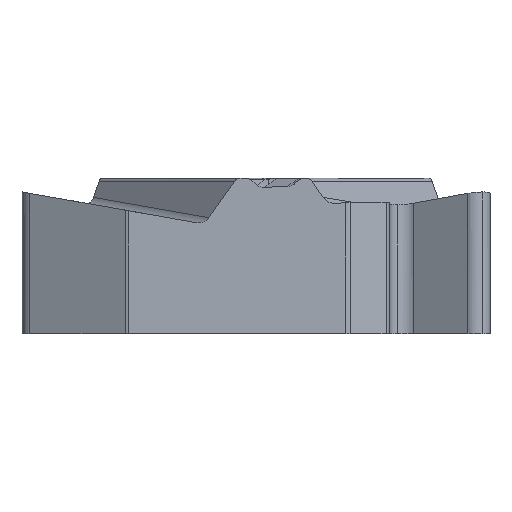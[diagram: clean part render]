
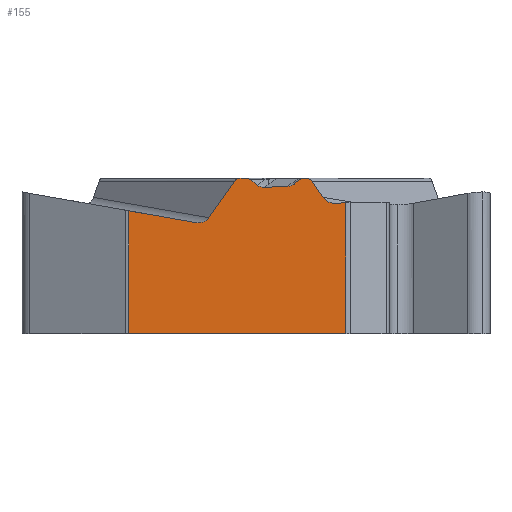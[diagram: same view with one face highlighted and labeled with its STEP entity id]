
A CAD part, left-side view. The second image highlights one B-rep face of the part: STEP entity #155.
In plain terms, the highlighted planar face has unit normal (-1, 0, 0).
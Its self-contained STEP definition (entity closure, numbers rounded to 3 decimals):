
#116=PLANE('',#1857);
#155=ADVANCED_FACE('',(#288),#116,.F.);
#288=FACE_OUTER_BOUND('',#378,.T.);
#378=EDGE_LOOP('',(#541,#542,#543,#544,#545,#546,#547,#548,#549,#550,#551,
#552,#553,#554,#555,#556,#557,#558,#559,#560));
#479=ELLIPSE('',#1843,0.374,0.32);
#486=ELLIPSE('',#1852,0.17,0.15);
#487=ELLIPSE('',#1853,0.15,0.15);
#488=ELLIPSE('',#1854,0.167,0.15);
#489=ELLIPSE('',#1855,0.177,0.15);
#490=ELLIPSE('',#1856,0.368,0.32);
#541=ORIENTED_EDGE('',*,*,#1231,.F.);
#542=ORIENTED_EDGE('',*,*,#1232,.T.);
#543=ORIENTED_EDGE('',*,*,#1233,.F.);
#544=ORIENTED_EDGE('',*,*,#1210,.T.);
#545=ORIENTED_EDGE('',*,*,#1234,.F.);
#546=ORIENTED_EDGE('',*,*,#1235,.F.);
#547=ORIENTED_EDGE('',*,*,#1236,.F.);
#548=ORIENTED_EDGE('',*,*,#1237,.F.);
#549=ORIENTED_EDGE('',*,*,#1238,.F.);
#550=ORIENTED_EDGE('',*,*,#1239,.F.);
#551=ORIENTED_EDGE('',*,*,#1240,.F.);
#552=ORIENTED_EDGE('',*,*,#1241,.F.);
#553=ORIENTED_EDGE('',*,*,#1242,.F.);
#554=ORIENTED_EDGE('',*,*,#1243,.F.);
#555=ORIENTED_EDGE('',*,*,#1244,.F.);
#556=ORIENTED_EDGE('',*,*,#1245,.F.);
#557=ORIENTED_EDGE('',*,*,#1246,.F.);
#558=ORIENTED_EDGE('',*,*,#1247,.F.);
#559=ORIENTED_EDGE('',*,*,#1248,.F.);
#560=ORIENTED_EDGE('',*,*,#1249,.T.);
#1038=VERTEX_POINT('',#2932);
#1040=VERTEX_POINT('',#2936);
#1061=VERTEX_POINT('',#3005);
#1062=VERTEX_POINT('',#3006);
#1063=VERTEX_POINT('',#3008);
#1064=VERTEX_POINT('',#3011);
#1065=VERTEX_POINT('',#3013);
#1066=VERTEX_POINT('',#3015);
#1067=VERTEX_POINT('',#3017);
#1068=VERTEX_POINT('',#3019);
#1069=VERTEX_POINT('',#3033);
#1070=VERTEX_POINT('',#3035);
#1071=VERTEX_POINT('',#3049);
#1072=VERTEX_POINT('',#3051);
#1073=VERTEX_POINT('',#3053);
#1074=VERTEX_POINT('',#3055);
#1075=VERTEX_POINT('',#3057);
#1076=VERTEX_POINT('',#3059);
#1077=VERTEX_POINT('',#3061);
#1078=VERTEX_POINT('',#3063);
#1210=EDGE_CURVE('',#1038,#1040,#479,.T.);
#1231=EDGE_CURVE('',#1061,#1062,#1481,.T.);
#1232=EDGE_CURVE('',#1061,#1063,#1482,.T.);
#1233=EDGE_CURVE('',#1038,#1063,#1483,.T.);
#1234=EDGE_CURVE('',#1064,#1040,#1484,.T.);
#1235=EDGE_CURVE('',#1065,#1064,#486,.T.);
#1236=EDGE_CURVE('',#1066,#1065,#1485,.T.);
#1237=EDGE_CURVE('',#1067,#1066,#487,.T.);
#1238=EDGE_CURVE('',#1068,#1067,#1486,.T.);
#1239=EDGE_CURVE('',#1069,#1068,#1792,.T.);
#1240=EDGE_CURVE('',#1070,#1069,#1487,.T.);
#1241=EDGE_CURVE('',#1071,#1070,#1793,.T.);
#1242=EDGE_CURVE('',#1072,#1071,#1488,.T.);
#1243=EDGE_CURVE('',#1073,#1072,#488,.T.);
#1244=EDGE_CURVE('',#1074,#1073,#1489,.T.);
#1245=EDGE_CURVE('',#1075,#1074,#489,.T.);
#1246=EDGE_CURVE('',#1076,#1075,#1490,.T.);
#1247=EDGE_CURVE('',#1077,#1076,#490,.T.);
#1248=EDGE_CURVE('',#1078,#1077,#1491,.T.);
#1249=EDGE_CURVE('',#1078,#1062,#1492,.T.);
#1481=LINE('',#3004,#1634);
#1482=LINE('',#3007,#1635);
#1483=LINE('',#3009,#1636);
#1484=LINE('',#3010,#1637);
#1485=LINE('',#3014,#1638);
#1486=LINE('',#3018,#1639);
#1487=LINE('',#3034,#1640);
#1488=LINE('',#3050,#1641);
#1489=LINE('',#3054,#1642);
#1490=LINE('',#3058,#1643);
#1491=LINE('',#3062,#1644);
#1492=LINE('',#3064,#1645);
#1634=VECTOR('',#2046,1.);
#1635=VECTOR('',#2047,1.);
#1636=VECTOR('',#2048,1.);
#1637=VECTOR('',#2049,1.);
#1638=VECTOR('',#2052,1.);
#1639=VECTOR('',#2055,1.);
#1640=VECTOR('',#2056,1.);
#1641=VECTOR('',#2057,1.);
#1642=VECTOR('',#2060,1.);
#1643=VECTOR('',#2063,1.);
#1644=VECTOR('',#2066,1.);
#1645=VECTOR('',#2067,1.);
#1792=B_SPLINE_CURVE_WITH_KNOTS('',3,(#3020,#3021,#3022,#3023,#3024,#3025,
#3026,#3027,#3028,#3029,#3030,#3031,#3032),.UNSPECIFIED.,.F.,.F.,(4,3,3,
3,4),(0.,0.249,0.498,0.746,1.),
 .UNSPECIFIED.);
#1793=B_SPLINE_CURVE_WITH_KNOTS('',3,(#3036,#3037,#3038,#3039,#3040,#3041,
#3042,#3043,#3044,#3045,#3046,#3047,#3048),.UNSPECIFIED.,.F.,.F.,(4,3,3,
3,4),(0.,0.234,0.468,0.701,1.),
 .UNSPECIFIED.);
#1843=AXIS2_PLACEMENT_3D('',#2937,#2016,#2017);
#1852=AXIS2_PLACEMENT_3D('',#3012,#2050,#2051);
#1853=AXIS2_PLACEMENT_3D('',#3016,#2053,#2054);
#1854=AXIS2_PLACEMENT_3D('',#3052,#2058,#2059);
#1855=AXIS2_PLACEMENT_3D('',#3056,#2061,#2062);
#1856=AXIS2_PLACEMENT_3D('',#3060,#2064,#2065);
#1857=AXIS2_PLACEMENT_3D('',#3065,#2068,#2069);
#2016=DIRECTION('',(1.,0.,0.));
#2017=DIRECTION('',(0.,0.986,0.165));
#2046=DIRECTION('',(0.,1.,0.));
#2047=DIRECTION('',(0.,0.,1.));
#2048=DIRECTION('',(0.,-0.996,0.088));
#2049=DIRECTION('',(0.,-0.558,-0.83));
#2050=DIRECTION('',(1.,0.,0.));
#2051=DIRECTION('',(0.,1.,0.));
#2052=DIRECTION('',(0.,-1.,0.));
#2053=DIRECTION('',(1.,0.,0.));
#2054=DIRECTION('',(0.,-1.,0.));
#2055=DIRECTION('',(0.,-0.759,0.651));
#2056=DIRECTION('',(0.,-0.999,0.043));
#2057=DIRECTION('',(0.,-0.792,-0.611));
#2058=DIRECTION('',(1.,0.,0.));
#2059=DIRECTION('',(0.,1.,0.));
#2060=DIRECTION('',(0.,-1.,0.));
#2061=DIRECTION('',(1.,0.,0.));
#2062=DIRECTION('',(0.,1.,0.));
#2063=DIRECTION('',(0.,-0.574,0.819));
#2064=DIRECTION('',(-1.,0.,0.));
#2065=DIRECTION('',(0.,0.985,0.174));
#2066=DIRECTION('',(0.,-0.985,-0.174));
#2067=DIRECTION('',(0.,0.,-1.));
#2068=DIRECTION('',(1.,0.,0.));
#2069=DIRECTION('',(0.,0.,-1.));
#2932=CARTESIAN_POINT('',(-4.763,-1.917,-0.32));
#2936=CARTESIAN_POINT('',(-4.763,-1.54,-0.151));
#2937=CARTESIAN_POINT('',(-4.763,-1.86,0.));
#3004=CARTESIAN_POINT('',(-4.763,-3.173,-3.97));
#3005=CARTESIAN_POINT('',(-4.763,-2.174,-3.97));
#3006=CARTESIAN_POINT('',(-4.763,3.91,-3.97));
#3007=CARTESIAN_POINT('',(-4.763,-2.174,3.38));
#3008=CARTESIAN_POINT('',(-4.763,-2.174,-0.298));
#3009=CARTESIAN_POINT('',(-4.763,3.106,-0.763));
#3010=CARTESIAN_POINT('',(-4.763,-0.002,2.135));
#3011=CARTESIAN_POINT('',(-4.763,-1.232,0.307));
#3012=CARTESIAN_POINT('',(-4.763,-1.086,0.23));
#3013=CARTESIAN_POINT('',(-4.763,-1.086,0.38));
#3014=CARTESIAN_POINT('',(-4.763,3.173,0.38));
#3015=CARTESIAN_POINT('',(-4.763,-0.971,0.38));
#3016=CARTESIAN_POINT('',(-4.763,-0.971,0.23));
#3017=CARTESIAN_POINT('',(-4.763,-0.873,0.344));
#3018=CARTESIAN_POINT('',(-4.763,1.63,-1.801));
#3019=CARTESIAN_POINT('',(-4.763,-0.748,0.237));
#3020=CARTESIAN_POINT('',(-4.763,-0.55,0.158));
#3021=CARTESIAN_POINT('',(-4.763,-0.568,0.159));
#3022=CARTESIAN_POINT('',(-4.763,-0.586,0.162));
#3023=CARTESIAN_POINT('',(-4.763,-0.603,0.165));
#3024=CARTESIAN_POINT('',(-4.763,-0.621,0.169));
#3025=CARTESIAN_POINT('',(-4.763,-0.638,0.174));
#3026=CARTESIAN_POINT('',(-4.763,-0.655,0.181));
#3027=CARTESIAN_POINT('',(-4.763,-0.672,0.188));
#3028=CARTESIAN_POINT('',(-4.763,-0.688,0.196));
#3029=CARTESIAN_POINT('',(-4.763,-0.703,0.205));
#3030=CARTESIAN_POINT('',(-4.763,-0.719,0.214));
#3031=CARTESIAN_POINT('',(-4.763,-0.734,0.225));
#3032=CARTESIAN_POINT('',(-4.763,-0.748,0.237));
#3033=CARTESIAN_POINT('',(-4.763,-0.55,0.158));
#3034=CARTESIAN_POINT('',(-4.763,-3.161,0.27));
#3035=CARTESIAN_POINT('',(-4.763,0.098,0.131));
#3036=CARTESIAN_POINT('',(-4.763,0.297,0.193));
#3037=CARTESIAN_POINT('',(-4.763,0.284,0.182));
#3038=CARTESIAN_POINT('',(-4.763,0.269,0.173));
#3039=CARTESIAN_POINT('',(-4.763,0.255,0.166));
#3040=CARTESIAN_POINT('',(-4.763,0.24,0.158));
#3041=CARTESIAN_POINT('',(-4.763,0.225,0.151));
#3042=CARTESIAN_POINT('',(-4.763,0.209,0.146));
#3043=CARTESIAN_POINT('',(-4.763,0.194,0.141));
#3044=CARTESIAN_POINT('',(-4.763,0.177,0.137));
#3045=CARTESIAN_POINT('',(-4.763,0.161,0.134));
#3046=CARTESIAN_POINT('',(-4.763,0.14,0.131));
#3047=CARTESIAN_POINT('',(-4.763,0.119,0.13));
#3048=CARTESIAN_POINT('',(-4.763,0.098,0.131));
#3049=CARTESIAN_POINT('',(-4.763,0.297,0.193));
#3050=CARTESIAN_POINT('',(-4.763,-1.971,-1.557));
#3051=CARTESIAN_POINT('',(-4.763,0.493,0.344));
#3052=CARTESIAN_POINT('',(-4.763,0.601,0.23));
#3053=CARTESIAN_POINT('',(-4.763,0.601,0.38));
#3054=CARTESIAN_POINT('',(-4.763,-3.173,0.38));
#3055=CARTESIAN_POINT('',(-4.763,0.791,0.38));
#3056=CARTESIAN_POINT('',(-4.763,0.791,0.23));
#3057=CARTESIAN_POINT('',(-4.763,0.943,0.307));
#3058=CARTESIAN_POINT('',(-4.763,-0.267,2.035));
#3059=CARTESIAN_POINT('',(-4.763,1.662,-0.721));
#3060=CARTESIAN_POINT('',(-4.763,1.977,-0.543));
#3061=CARTESIAN_POINT('',(-4.763,2.032,-0.858));
#3062=CARTESIAN_POINT('',(-4.763,-2.869,-1.723));
#3063=CARTESIAN_POINT('',(-4.763,3.91,-0.527));
#3064=CARTESIAN_POINT('',(-4.763,3.91,-5.47));
#3065=CARTESIAN_POINT('',(-4.763,-3.173,0.));
